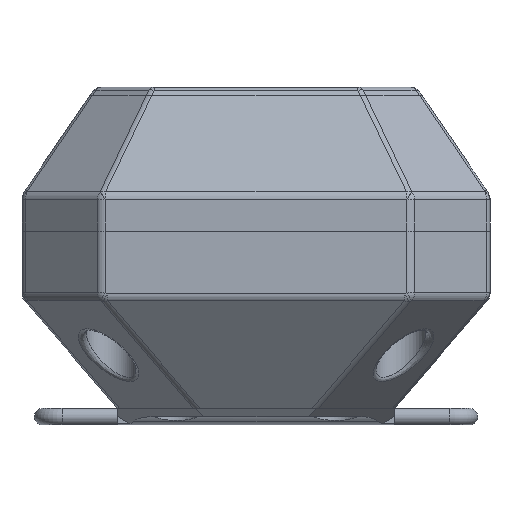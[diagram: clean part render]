
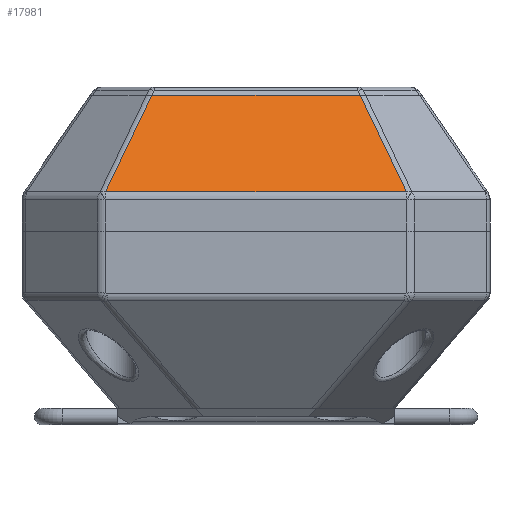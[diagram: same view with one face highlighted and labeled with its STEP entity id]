
A CAD part, left-side view. The second image highlights one B-rep face of the part: STEP entity #17981.
In plain terms, the highlighted planar face has unit normal (-0.706, 0, 0.708).
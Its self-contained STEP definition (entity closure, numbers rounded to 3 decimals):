
#1200=LINE('',#28432,#3014);
#1231=LINE('',#28578,#3045);
#1232=LINE('',#28582,#3046);
#1233=LINE('',#28583,#3047);
#3014=VECTOR('',#22300,10.);
#3045=VECTOR('',#22481,10.);
#3046=VECTOR('',#22486,10.);
#3047=VECTOR('',#22487,10.);
#4510=PLANE('',#19599);
#5438=FACE_OUTER_BOUND('',#6674,.T.);
#6674=EDGE_LOOP('',(#13959,#13960,#13961,#13962));
#8819=VERTEX_POINT('',#28425);
#8822=VERTEX_POINT('',#28430);
#8862=VERTEX_POINT('',#28577);
#8863=VERTEX_POINT('',#28581);
#10690=EDGE_CURVE('',#8822,#8819,#1200,.T.);
#10764=EDGE_CURVE('',#8819,#8862,#1231,.T.);
#10766=EDGE_CURVE('',#8863,#8822,#1232,.T.);
#10767=EDGE_CURVE('',#8863,#8862,#1233,.T.);
#13959=ORIENTED_EDGE('',*,*,#10690,.F.);
#13960=ORIENTED_EDGE('',*,*,#10766,.F.);
#13961=ORIENTED_EDGE('',*,*,#10767,.T.);
#13962=ORIENTED_EDGE('',*,*,#10764,.F.);
#17981=ADVANCED_FACE('',(#5438),#4510,.F.);
#19599=AXIS2_PLACEMENT_3D('',#28580,#22484,#22485);
#22300=DIRECTION('',(0.,1.,0.));
#22481=DIRECTION('',(0.671,-0.321,0.669));
#22484=DIRECTION('center_axis',(0.706,0.,
-0.708));
#22485=DIRECTION('ref_axis',(-0.708,0.,-0.706));
#22486=DIRECTION('',(-0.671,-0.321,-0.669));
#22487=DIRECTION('',(0.,1.,0.));
#28425=CARTESIAN_POINT('',(-77.468,27.153,12.086));
#28430=CARTESIAN_POINT('',(-77.468,-27.153,12.086));
#28432=CARTESIAN_POINT('',(-77.468,0.,12.086));
#28577=CARTESIAN_POINT('',(-60.,18.808,29.5));
#28578=CARTESIAN_POINT('',(-72.157,24.616,17.38));
#28580=CARTESIAN_POINT('Origin',(-78.056,-28.02,11.5));
#28581=CARTESIAN_POINT('',(-60.,-18.808,29.5));
#28582=CARTESIAN_POINT('',(-76.511,-26.696,13.04));
#28583=CARTESIAN_POINT('',(-60.,-30.,29.5));
